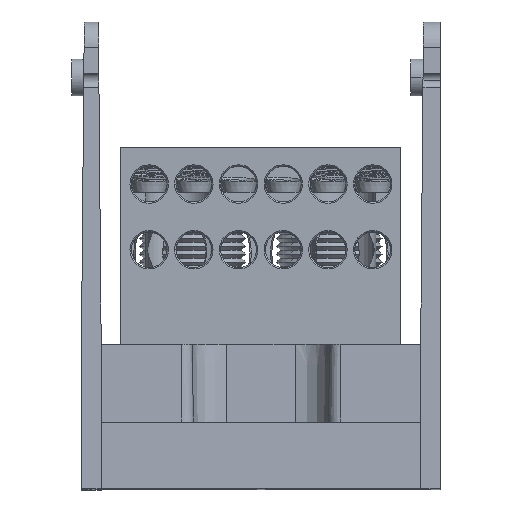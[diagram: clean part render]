
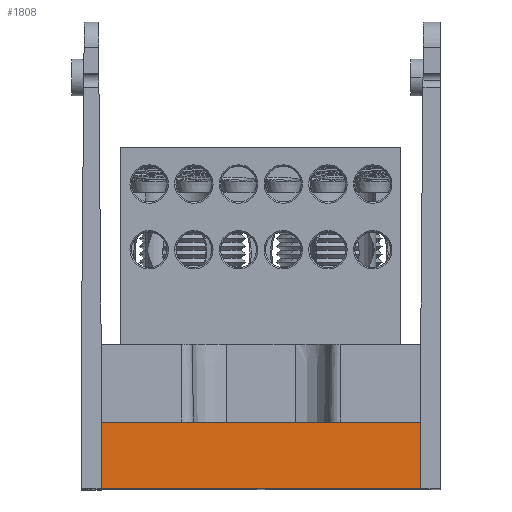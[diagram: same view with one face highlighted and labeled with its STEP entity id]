
A CAD part, top view. The second image highlights one B-rep face of the part: STEP entity #1808.
In plain terms, the highlighted planar face has unit normal (0, 0.035, 0.999).
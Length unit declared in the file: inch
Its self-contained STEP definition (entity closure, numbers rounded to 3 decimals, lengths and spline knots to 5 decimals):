
#24 = EDGE_CURVE ( 'NONE', #18362, #3480, #21864, .T. ) ;
#1808 = ADVANCED_FACE ( 'NONE', ( #4815 ), #8334, .T. ) ;
#2829 = CARTESIAN_POINT ( 'NONE',  ( 1.215, 0., 2.75 ) ) ;
#3274 = ORIENTED_EDGE ( 'NONE', *, *, #23411, .F. ) ;
#3480 = VERTEX_POINT ( 'NONE', #26398 ) ;
#4815 = FACE_OUTER_BOUND ( 'NONE', #13306, .T. ) ;
#5270 = VECTOR ( 'NONE', #9184, 39.37008 ) ;
#6508 = VECTOR ( 'NONE', #19714, 39.37008 ) ;
#7189 = DIRECTION ( 'NONE',  ( 0., -0.999, 0.035 ) ) ;
#7353 = DIRECTION ( 'NONE',  ( 0., 0.035, 0.999 ) ) ;
#7434 = CARTESIAN_POINT ( 'NONE',  ( -1.215, 0., 2.75 ) ) ;
#8334 = PLANE ( 'NONE',  #31115 ) ;
#9184 = DIRECTION ( 'NONE',  ( 0., -0.999, 0.035 ) ) ;
#9307 = CARTESIAN_POINT ( 'NONE',  ( -1.215, 0., 2.75 ) ) ;
#11593 = ORIENTED_EDGE ( 'NONE', *, *, #13929, .T. ) ;
#11664 = VERTEX_POINT ( 'NONE', #31599 ) ;
#12108 = VECTOR ( 'NONE', #32928, 39.37008 ) ;
#13125 = ORIENTED_EDGE ( 'NONE', *, *, #19693, .T. ) ;
#13306 = EDGE_LOOP ( 'NONE', ( #3274, #26113, #13125, #11593 ) ) ;
#13929 = EDGE_CURVE ( 'NONE', #11664, #18781, #16132, .T. ) ;
#14367 = VECTOR ( 'NONE', #30991, 39.37008 ) ;
#16132 = LINE ( 'NONE', #32680, #12108 ) ;
#18362 = VERTEX_POINT ( 'NONE', #34015 ) ;
#18781 = VERTEX_POINT ( 'NONE', #24651 ) ;
#19693 = EDGE_CURVE ( 'NONE', #18362, #11664, #35237, .T. ) ;
#19714 = DIRECTION ( 'NONE',  ( 0., -0.999, 0.035 ) ) ;
#21864 = LINE ( 'NONE', #30021, #14367 ) ;
#23411 = EDGE_CURVE ( 'NONE', #3480, #18781, #35592, .T. ) ;
#24651 = CARTESIAN_POINT ( 'NONE',  ( 1.215, 0., 2.75 ) ) ;
#26113 = ORIENTED_EDGE ( 'NONE', *, *, #24, .F. ) ;
#26398 = CARTESIAN_POINT ( 'NONE',  ( 1.215, 0.5, 2.73254 ) ) ;
#30021 = CARTESIAN_POINT ( 'NONE',  ( -1.215, 0.5, 2.73254 ) ) ;
#30991 = DIRECTION ( 'NONE',  ( 1., 0., 0. ) ) ;
#31115 = AXIS2_PLACEMENT_3D ( 'NONE', #7434, #7353, #7189 ) ;
#31599 = CARTESIAN_POINT ( 'NONE',  ( -1.215, 0., 2.75 ) ) ;
#32680 = CARTESIAN_POINT ( 'NONE',  ( -1.215, 0., 2.75 ) ) ;
#32928 = DIRECTION ( 'NONE',  ( 1., 0., 0. ) ) ;
#34015 = CARTESIAN_POINT ( 'NONE',  ( -1.215, 0.5, 2.73254 ) ) ;
#35237 = LINE ( 'NONE', #9307, #5270 ) ;
#35592 = LINE ( 'NONE', #2829, #6508 ) ;
